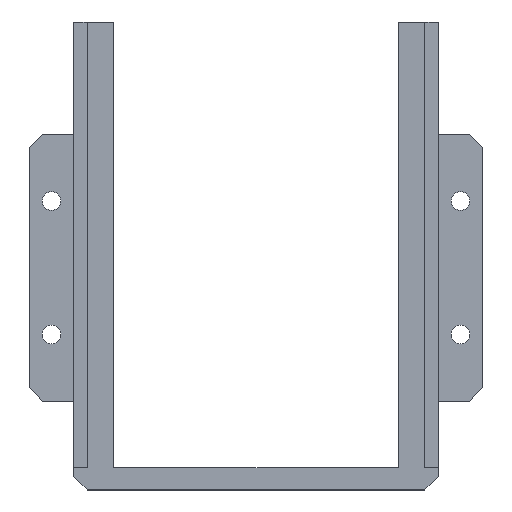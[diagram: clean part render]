
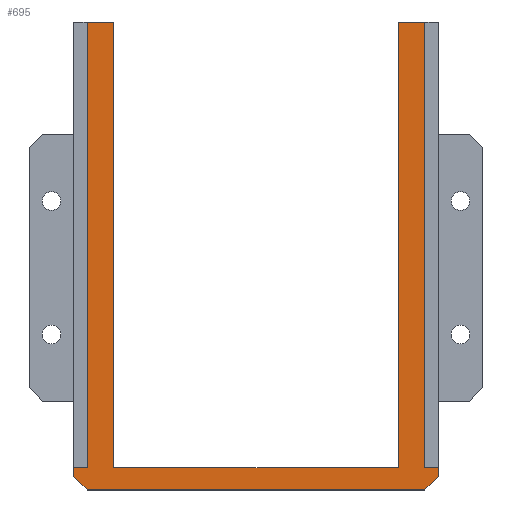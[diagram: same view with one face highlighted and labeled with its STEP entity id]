
A CAD part, top view. The second image highlights one B-rep face of the part: STEP entity #695.
In plain terms, the highlighted planar face has unit normal (0, 0, 1).
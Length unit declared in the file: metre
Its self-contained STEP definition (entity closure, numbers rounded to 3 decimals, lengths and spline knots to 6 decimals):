
#34=ORIENTED_EDGE('',*,*,#230,.T.);
#35=ORIENTED_EDGE('',*,*,#231,.T.);
#36=ORIENTED_EDGE('',*,*,#232,.F.);
#37=ORIENTED_EDGE('',*,*,#233,.T.);
#38=ORIENTED_EDGE('',*,*,#220,.F.);
#39=ORIENTED_EDGE('',*,*,#234,.T.);
#40=ORIENTED_EDGE('',*,*,#235,.T.);
#41=ORIENTED_EDGE('',*,*,#236,.F.);
#42=ORIENTED_EDGE('',*,*,#237,.F.);
#43=ORIENTED_EDGE('',*,*,#238,.F.);
#44=ORIENTED_EDGE('',*,*,#239,.F.);
#45=ORIENTED_EDGE('',*,*,#240,.F.);
#46=ORIENTED_EDGE('',*,*,#241,.F.);
#47=ORIENTED_EDGE('',*,*,#242,.T.);
#220=EDGE_CURVE('',#318,#319,#386,.T.);
#230=EDGE_CURVE('',#328,#329,#396,.T.);
#231=EDGE_CURVE('',#329,#330,#397,.T.);
#232=EDGE_CURVE('',#331,#330,#398,.T.);
#233=EDGE_CURVE('',#331,#319,#399,.F.);
#234=EDGE_CURVE('',#318,#332,#400,.T.);
#235=EDGE_CURVE('',#332,#333,#401,.T.);
#236=EDGE_CURVE('',#334,#333,#402,.T.);
#237=EDGE_CURVE('',#335,#334,#403,.T.);
#238=EDGE_CURVE('',#336,#335,#404,.T.);
#239=EDGE_CURVE('',#337,#336,#405,.T.);
#240=EDGE_CURVE('',#338,#337,#406,.T.);
#241=EDGE_CURVE('',#339,#338,#407,.T.);
#242=EDGE_CURVE('',#339,#328,#408,.T.);
#318=VERTEX_POINT('',#970);
#319=VERTEX_POINT('',#971);
#328=VERTEX_POINT('',#991);
#329=VERTEX_POINT('',#992);
#330=VERTEX_POINT('',#994);
#331=VERTEX_POINT('',#996);
#332=VERTEX_POINT('',#999);
#333=VERTEX_POINT('',#1001);
#334=VERTEX_POINT('',#1003);
#335=VERTEX_POINT('',#1005);
#336=VERTEX_POINT('',#1007);
#337=VERTEX_POINT('',#1009);
#338=VERTEX_POINT('',#1011);
#339=VERTEX_POINT('',#1013);
#386=LINE('',#969,#476);
#396=LINE('',#990,#486);
#397=LINE('',#993,#487);
#398=LINE('',#995,#488);
#399=LINE('',#997,#489);
#400=LINE('',#998,#490);
#401=LINE('',#1000,#491);
#402=LINE('',#1002,#492);
#403=LINE('',#1004,#493);
#404=LINE('',#1006,#494);
#405=LINE('',#1008,#495);
#406=LINE('',#1010,#496);
#407=LINE('',#1012,#497);
#408=LINE('',#1014,#498);
#476=VECTOR('',#791,1.);
#486=VECTOR('',#803,1.);
#487=VECTOR('',#804,1.);
#488=VECTOR('',#805,1.);
#489=VECTOR('',#806,1.);
#490=VECTOR('',#807,1.);
#491=VECTOR('',#808,1.);
#492=VECTOR('',#809,1.);
#493=VECTOR('',#810,1.);
#494=VECTOR('',#811,1.);
#495=VECTOR('',#812,1.);
#496=VECTOR('',#813,1.);
#497=VECTOR('',#814,1.);
#498=VECTOR('',#815,1.);
#567=EDGE_LOOP('',(#34,#35,#36,#37,#38,#39,#40,#41,#42,#43,#44,#45,#46,
#47));
#615=FACE_BOUND('',#567,.T.);
#663=PLANE('',#744);
#695=ADVANCED_FACE('',(#615),#663,.T.);
#744=AXIS2_PLACEMENT_3D('',#989,#801,#802);
#791=DIRECTION('',(0.,-1.,0.));
#801=DIRECTION('',(0.,0.,1.));
#802=DIRECTION('',(1.,0.,0.));
#803=DIRECTION('',(0.,-1.,0.));
#804=DIRECTION('',(0.707,-0.707,0.));
#805=DIRECTION('',(-1.,0.,0.));
#806=DIRECTION('',(-0.707,-0.707,0.));
#807=DIRECTION('',(-1.,0.,0.));
#808=DIRECTION('',(0.,1.,0.));
#809=DIRECTION('',(1.,0.,0.));
#810=DIRECTION('',(0.,1.,0.));
#811=DIRECTION('',(1.,0.,0.));
#812=DIRECTION('',(0.,-1.,0.));
#813=DIRECTION('',(1.,0.,0.));
#814=DIRECTION('',(0.,1.,0.));
#815=DIRECTION('',(-1.,0.,0.));
#969=CARTESIAN_POINT('',(-0.023733,-0.03525,0.112195));
#970=CARTESIAN_POINT('',(-0.023733,-0.04025,0.112195));
#971=CARTESIAN_POINT('',(-0.023733,-0.04225,0.112195));
#989=CARTESIAN_POINT('',(-0.064733,0.,0.112195));
#990=CARTESIAN_POINT('',(-0.105733,0.047375,0.112195));
#991=CARTESIAN_POINT('',(-0.105733,-0.04025,0.112195));
#992=CARTESIAN_POINT('',(-0.105733,-0.04225,0.112195));
#993=CARTESIAN_POINT('',(-0.106358,-0.041625,0.112195));
#994=CARTESIAN_POINT('',(-0.102733,-0.04525,0.112195));
#995=CARTESIAN_POINT('',(-0.064733,-0.04525,0.112195));
#996=CARTESIAN_POINT('',(-0.026733,-0.04525,0.112195));
#997=CARTESIAN_POINT('',(-0.023108,-0.041625,0.112195));
#998=CARTESIAN_POINT('',(-0.065,-0.04025,0.112195));
#999=CARTESIAN_POINT('',(-0.026846,-0.04025,0.112195));
#1000=CARTESIAN_POINT('',(-0.026846,-0.040252,0.112195));
#1001=CARTESIAN_POINT('',(-0.026846,0.06,0.112195));
#1002=CARTESIAN_POINT('',(-0.065,0.06,0.112195));
#1003=CARTESIAN_POINT('',(-0.032733,0.06,0.112195));
#1004=CARTESIAN_POINT('',(-0.032733,0.009875,0.112195));
#1005=CARTESIAN_POINT('',(-0.032733,-0.04025,0.112195));
#1006=CARTESIAN_POINT('',(-0.064733,-0.04025,0.112195));
#1007=CARTESIAN_POINT('',(-0.096733,-0.04025,0.112195));
#1008=CARTESIAN_POINT('',(-0.096733,0.009875,0.112195));
#1009=CARTESIAN_POINT('',(-0.096733,0.06,0.112195));
#1010=CARTESIAN_POINT('',(-0.065,0.06,0.112195));
#1011=CARTESIAN_POINT('',(-0.102619,0.06,0.112195));
#1012=CARTESIAN_POINT('',(-0.102619,-0.040252,0.112195));
#1013=CARTESIAN_POINT('',(-0.102619,-0.04025,0.112195));
#1014=CARTESIAN_POINT('',(-0.102769,-0.04025,0.112195));
